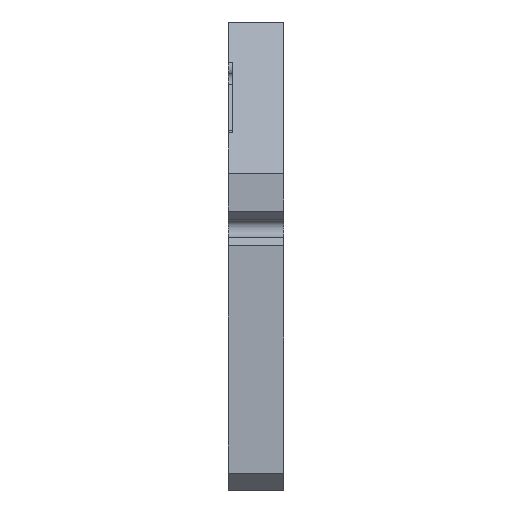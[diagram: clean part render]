
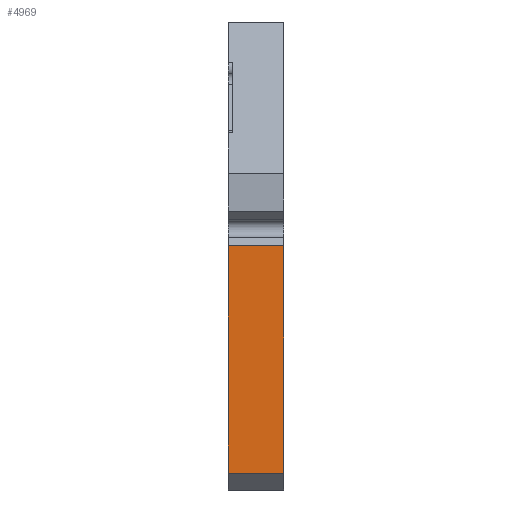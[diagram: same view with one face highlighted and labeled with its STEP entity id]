
A CAD part, left-side view. The second image highlights one B-rep face of the part: STEP entity #4969.
In plain terms, the highlighted planar face has unit normal (-1, 0, 0).
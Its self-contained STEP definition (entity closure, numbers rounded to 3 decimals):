
#432=PLANE('',#5273);
#565=FACE_OUTER_BOUND('',#857,.T.);
#857=EDGE_LOOP('',(#3477,#3478,#3479,#3480,#3481,#3482,#3483,#3484));
#1173=LINE('',#7472,#1626);
#1179=LINE('',#7484,#1632);
#1182=LINE('',#7489,#1635);
#1192=LINE('',#7513,#1645);
#1193=LINE('',#7515,#1646);
#1194=LINE('',#7517,#1647);
#1195=LINE('',#7519,#1648);
#1196=LINE('',#7520,#1649);
#1626=VECTOR('',#5844,10.);
#1632=VECTOR('',#5852,10.);
#1635=VECTOR('',#5859,10.);
#1645=VECTOR('',#5879,10.);
#1646=VECTOR('',#5880,10.);
#1647=VECTOR('',#5881,10.);
#1648=VECTOR('',#5882,10.);
#1649=VECTOR('',#5883,10.);
#2144=VERTEX_POINT('',#7468);
#2146=VERTEX_POINT('',#7471);
#2149=VERTEX_POINT('',#7478);
#2151=VERTEX_POINT('',#7482);
#2160=VERTEX_POINT('',#7512);
#2161=VERTEX_POINT('',#7514);
#2162=VERTEX_POINT('',#7516);
#2163=VERTEX_POINT('',#7518);
#2649=EDGE_CURVE('',#2146,#2144,#1173,.T.);
#2655=EDGE_CURVE('',#2149,#2151,#1179,.T.);
#2658=EDGE_CURVE('',#2151,#2146,#1182,.T.);
#2669=EDGE_CURVE('',#2160,#2144,#1192,.T.);
#2670=EDGE_CURVE('',#2161,#2160,#1193,.T.);
#2671=EDGE_CURVE('',#2162,#2161,#1194,.T.);
#2672=EDGE_CURVE('',#2163,#2162,#1195,.T.);
#2673=EDGE_CURVE('',#2149,#2163,#1196,.T.);
#3477=ORIENTED_EDGE('',*,*,#2655,.T.);
#3478=ORIENTED_EDGE('',*,*,#2658,.T.);
#3479=ORIENTED_EDGE('',*,*,#2649,.T.);
#3480=ORIENTED_EDGE('',*,*,#2669,.F.);
#3481=ORIENTED_EDGE('',*,*,#2670,.F.);
#3482=ORIENTED_EDGE('',*,*,#2671,.F.);
#3483=ORIENTED_EDGE('',*,*,#2672,.F.);
#3484=ORIENTED_EDGE('',*,*,#2673,.F.);
#4969=ADVANCED_FACE('',(#565),#432,.T.);
#5273=AXIS2_PLACEMENT_3D('',#7511,#5877,#5878);
#5844=DIRECTION('',(0.,1.,0.));
#5852=DIRECTION('',(0.,-1.,0.));
#5859=DIRECTION('',(0.,0.,-1.));
#5877=DIRECTION('center_axis',(-1.,0.,0.));
#5878=DIRECTION('ref_axis',(0.,0.,-1.));
#5879=DIRECTION('',(0.,0.,1.));
#5880=DIRECTION('',(0.,1.,0.));
#5881=DIRECTION('',(0.,0.,-1.));
#5882=DIRECTION('',(0.,-1.,0.));
#5883=DIRECTION('',(0.,0.,1.));
#7468=CARTESIAN_POINT('',(-110.,0.,-70.69));
#7471=CARTESIAN_POINT('',(-110.,-0.1,-70.69));
#7472=CARTESIAN_POINT('',(-110.,0.,-70.69));
#7478=CARTESIAN_POINT('',(-110.,0.,-69.49));
#7482=CARTESIAN_POINT('',(-110.,-0.1,-69.49));
#7484=CARTESIAN_POINT('',(-110.,0.,-69.49));
#7489=CARTESIAN_POINT('',(-110.,-0.1,4.955));
#7511=CARTESIAN_POINT('Origin',(-110.,0.,80.));
#7512=CARTESIAN_POINT('',(-110.,0.,-84.));
#7513=CARTESIAN_POINT('',(-110.,0.,-90.));
#7514=CARTESIAN_POINT('',(-110.,-20.,-84.));
#7515=CARTESIAN_POINT('',(-110.,0.,-84.));
#7516=CARTESIAN_POINT('',(-110.,-20.,-1.25));
#7517=CARTESIAN_POINT('',(-110.,-20.,-90.));
#7518=CARTESIAN_POINT('',(-110.,0.,-1.25));
#7519=CARTESIAN_POINT('',(-110.,0.,-1.25));
#7520=CARTESIAN_POINT('',(-110.,0.,-90.));
